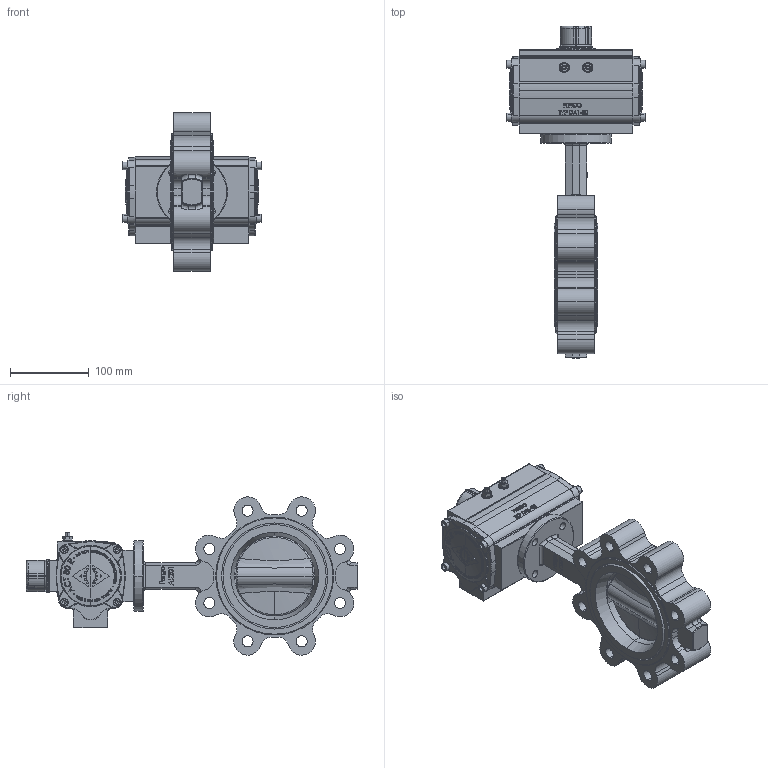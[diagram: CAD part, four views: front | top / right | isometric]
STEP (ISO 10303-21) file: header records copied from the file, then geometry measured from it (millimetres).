
FILE_DESCRIPTION (( 'STEP AP214' ), '1' );
FILE_NAME ('AK201-DN100-PN-10-16-Pneumatischer-DA80-Doppeltwirkend-Schwenkantrieb-Fergo.STEP', '2022-12-15T13:01:32', ( '' ), ( '' ), 'SwSTEP 2.0', 'SolidWorks 2022', '' );
FILE_SCHEMA (( 'AUTOMOTIVE_DESIGN' ));
Length unit declared in the file: millimetre
Products named in the file (3): AK201-DN100-PN-10-16-Pneumatischer-DA80-Doppeltwirkend-Schwenkantrieb-Fergo; 0080 ADA; AK201-DN100-FW_Standard
Assembly tree (2 placements, depth 2):
  AK201-DN100-PN-10-16-Pneumatischer-DA80-Doppeltwirkend-Schwenkantrieb-Fergo
    0080 ADA
    AK201-DN100-FW_Standard
Bounding box: 176.9 x 422.29 x 201.28 mm (x, y, z)
Volume: 1892772.1 mm3; surface area: 486472.4 mm2
Topology: 42 solids, 42 shells, 5598 faces, 15117 edges, 9738 vertices
Faces by surface type: plane 2859, cylinder 1171, bspline 795, cone 304, torus 256, sphere 213
Entity records: 233868 total; most frequent: CARTESIAN_POINT 89424, ORIENTED_EDGE 29910, DIRECTION 28322, EDGE_CURVE 14955, AXIS2_PLACEMENT_3D 11085, VERTEX_POINT 9729, CIRCLE 6277, LINE 6152
